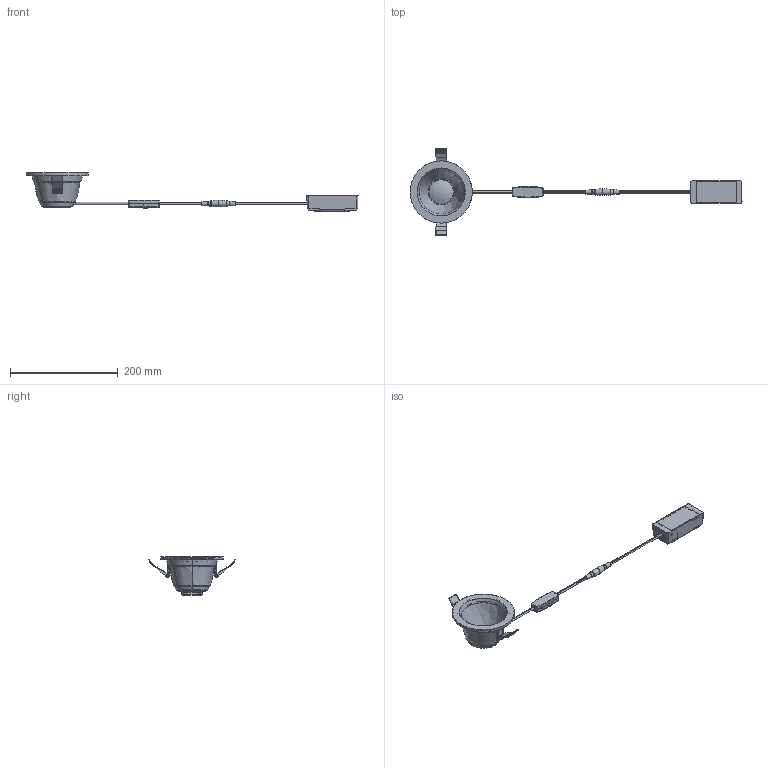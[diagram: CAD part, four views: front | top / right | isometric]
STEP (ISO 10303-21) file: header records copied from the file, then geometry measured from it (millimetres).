
FILE_DESCRIPTION (( 'STEP AP214' ), '1' );
FILE_NAME ('DL CMFT D100 UGR.STEP', '2024-11-18T12:00:58', ( '' ), ( '' ), 'SwSTEP 2.0', 'SolidWorks 2022', '' );
FILE_SCHEMA (( 'AUTOMOTIVE_DESIGN' ));
Length unit declared in the file: millimetre
Products named in the file (1): DL CMFT D100 UGR
Bounding box: 617.55 x 163.27 x 71.4 mm (x, y, z)
Volume: 114996.9 mm3; surface area: 157421.6 mm2
Topology: 27 solids, 39 shells, 975 faces, 2468 edges, 1577 vertices
Faces by surface type: plane 478, cylinder 234, bspline 154, cone 65, torus 31, sphere 13
Full cylindrical faces by diameter (mm): 5.5 x2, 8 x2, 45.1 x1, 46.8 x1, 86.9 x1, 87 x1, 112.4 x1, 113.2 x1
Entity records: 65441 total; most frequent: CARTESIAN_POINT 32883, ORIENTED_EDGE 4814, DIRECTION 3837, EDGE_CURVE 2407, VERTEX_POINT 1557, AXIS2_PLACEMENT_3D 1321, VECTOR 1195, LINE 1195
